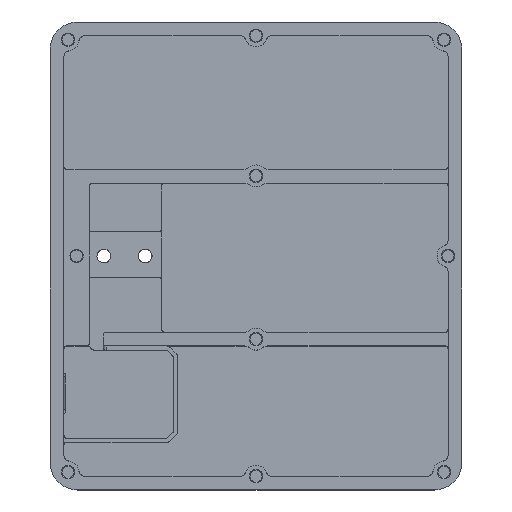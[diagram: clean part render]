
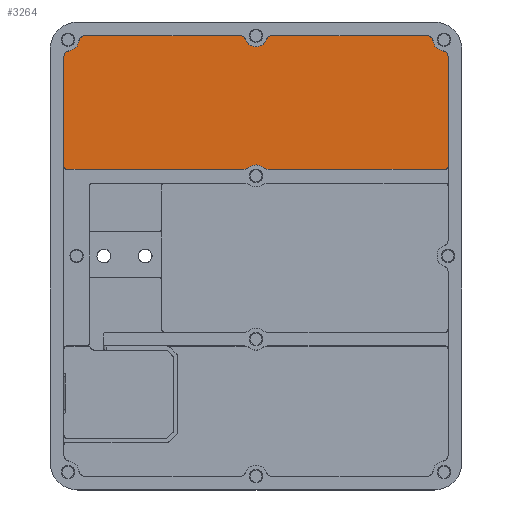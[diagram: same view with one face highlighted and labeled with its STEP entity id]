
A CAD part, top view. The second image highlights one B-rep face of the part: STEP entity #3264.
In plain terms, the highlighted planar face has unit normal (0, 0, 1).
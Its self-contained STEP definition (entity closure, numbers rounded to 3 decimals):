
#86=PLANE('',#3479);
#168=FACE_OUTER_BOUND('',#359,.T.);
#359=EDGE_LOOP('',(#2251,#2252,#2253,#2254,#2255,#2256,#2257,#2258,#2259,
#2260,#2261,#2262,#2263,#2264,#2265,#2266,#2267,#2268,#2269,#2270,#2271));
#590=LINE('',#5021,#880);
#595=LINE('',#5037,#885);
#596=LINE('',#5045,#886);
#597=LINE('',#5049,#887);
#598=LINE('',#5057,#888);
#599=LINE('',#5065,#889);
#600=LINE('',#5068,#890);
#880=VECTOR('',#3948,10.);
#885=VECTOR('',#3961,10.);
#886=VECTOR('',#3968,10.);
#887=VECTOR('',#3971,10.);
#888=VECTOR('',#3978,10.);
#889=VECTOR('',#3987,10.);
#890=VECTOR('',#3990,10.);
#1146=CIRCLE('',#3473,2.);
#1148=CIRCLE('',#3477,2.);
#1150=CIRCLE('',#3480,3.);
#1151=CIRCLE('',#3481,4.);
#1152=CIRCLE('',#3482,3.);
#1153=CIRCLE('',#3483,1.);
#1154=CIRCLE('',#3484,2.);
#1155=CIRCLE('',#3485,4.);
#1156=CIRCLE('',#3486,2.);
#1157=CIRCLE('',#3487,2.);
#1158=CIRCLE('',#3488,4.);
#1159=CIRCLE('',#3489,2.);
#1160=CIRCLE('',#3490,4.);
#1161=CIRCLE('',#3491,1.);
#1367=VERTEX_POINT('',#5011);
#1368=VERTEX_POINT('',#5012);
#1371=VERTEX_POINT('',#5020);
#1373=VERTEX_POINT('',#5026);
#1374=VERTEX_POINT('',#5027);
#1377=VERTEX_POINT('',#5035);
#1378=VERTEX_POINT('',#5036);
#1379=VERTEX_POINT('',#5038);
#1380=VERTEX_POINT('',#5040);
#1381=VERTEX_POINT('',#5042);
#1382=VERTEX_POINT('',#5044);
#1383=VERTEX_POINT('',#5046);
#1384=VERTEX_POINT('',#5048);
#1385=VERTEX_POINT('',#5050);
#1386=VERTEX_POINT('',#5052);
#1387=VERTEX_POINT('',#5054);
#1388=VERTEX_POINT('',#5056);
#1389=VERTEX_POINT('',#5058);
#1390=VERTEX_POINT('',#5060);
#1391=VERTEX_POINT('',#5064);
#1392=VERTEX_POINT('',#5066);
#1709=EDGE_CURVE('',#1367,#1368,#1146,.T.);
#1713=EDGE_CURVE('',#1371,#1367,#590,.T.);
#1716=EDGE_CURVE('',#1373,#1374,#1148,.T.);
#1720=EDGE_CURVE('',#1377,#1378,#595,.T.);
#1721=EDGE_CURVE('',#1378,#1379,#1150,.T.);
#1722=EDGE_CURVE('',#1379,#1380,#1151,.T.);
#1723=EDGE_CURVE('',#1380,#1381,#1152,.T.);
#1724=EDGE_CURVE('',#1381,#1382,#596,.T.);
#1725=EDGE_CURVE('',#1382,#1383,#1153,.T.);
#1726=EDGE_CURVE('',#1383,#1384,#597,.T.);
#1727=EDGE_CURVE('',#1384,#1385,#1154,.T.);
#1728=EDGE_CURVE('',#1385,#1386,#1155,.T.);
#1729=EDGE_CURVE('',#1386,#1387,#1156,.T.);
#1730=EDGE_CURVE('',#1387,#1388,#598,.T.);
#1731=EDGE_CURVE('',#1388,#1389,#1157,.T.);
#1732=EDGE_CURVE('',#1389,#1390,#1158,.T.);
#1733=EDGE_CURVE('',#1390,#1371,#1159,.T.);
#1734=EDGE_CURVE('',#1368,#1373,#1160,.T.);
#1735=EDGE_CURVE('',#1391,#1374,#599,.T.);
#1736=EDGE_CURVE('',#1391,#1392,#1161,.T.);
#1737=EDGE_CURVE('',#1392,#1377,#600,.T.);
#2251=ORIENTED_EDGE('',*,*,#1720,.T.);
#2252=ORIENTED_EDGE('',*,*,#1721,.T.);
#2253=ORIENTED_EDGE('',*,*,#1722,.T.);
#2254=ORIENTED_EDGE('',*,*,#1723,.T.);
#2255=ORIENTED_EDGE('',*,*,#1724,.T.);
#2256=ORIENTED_EDGE('',*,*,#1725,.T.);
#2257=ORIENTED_EDGE('',*,*,#1726,.T.);
#2258=ORIENTED_EDGE('',*,*,#1727,.T.);
#2259=ORIENTED_EDGE('',*,*,#1728,.T.);
#2260=ORIENTED_EDGE('',*,*,#1729,.T.);
#2261=ORIENTED_EDGE('',*,*,#1730,.T.);
#2262=ORIENTED_EDGE('',*,*,#1731,.T.);
#2263=ORIENTED_EDGE('',*,*,#1732,.T.);
#2264=ORIENTED_EDGE('',*,*,#1733,.T.);
#2265=ORIENTED_EDGE('',*,*,#1713,.T.);
#2266=ORIENTED_EDGE('',*,*,#1709,.T.);
#2267=ORIENTED_EDGE('',*,*,#1734,.T.);
#2268=ORIENTED_EDGE('',*,*,#1716,.T.);
#2269=ORIENTED_EDGE('',*,*,#1735,.F.);
#2270=ORIENTED_EDGE('',*,*,#1736,.T.);
#2271=ORIENTED_EDGE('',*,*,#1737,.T.);
#3264=ADVANCED_FACE('',(#168),#86,.T.);
#3473=AXIS2_PLACEMENT_3D('',#5013,#3940,#3941);
#3477=AXIS2_PLACEMENT_3D('',#5028,#3953,#3954);
#3479=AXIS2_PLACEMENT_3D('',#5034,#3959,#3960);
#3480=AXIS2_PLACEMENT_3D('',#5039,#3962,#3963);
#3481=AXIS2_PLACEMENT_3D('',#5041,#3964,#3965);
#3482=AXIS2_PLACEMENT_3D('',#5043,#3966,#3967);
#3483=AXIS2_PLACEMENT_3D('',#5047,#3969,#3970);
#3484=AXIS2_PLACEMENT_3D('',#5051,#3972,#3973);
#3485=AXIS2_PLACEMENT_3D('',#5053,#3974,#3975);
#3486=AXIS2_PLACEMENT_3D('',#5055,#3976,#3977);
#3487=AXIS2_PLACEMENT_3D('',#5059,#3979,#3980);
#3488=AXIS2_PLACEMENT_3D('',#5061,#3981,#3982);
#3489=AXIS2_PLACEMENT_3D('',#5062,#3983,#3984);
#3490=AXIS2_PLACEMENT_3D('',#5063,#3985,#3986);
#3491=AXIS2_PLACEMENT_3D('',#5067,#3988,#3989);
#3940=DIRECTION('center_axis',(0.,0.,1.));
#3941=DIRECTION('ref_axis',(-0.675,0.738,0.));
#3948=DIRECTION('',(-1.,0.,0.));
#3953=DIRECTION('center_axis',(0.,0.,1.));
#3954=DIRECTION('ref_axis',(-0.738,0.675,0.));
#3959=DIRECTION('center_axis',(0.,0.,1.));
#3960=DIRECTION('ref_axis',(1.,0.,0.));
#3961=DIRECTION('',(1.,0.,0.));
#3962=DIRECTION('center_axis',(0.,0.,1.));
#3963=DIRECTION('ref_axis',(0.341,-0.94,0.));
#3964=DIRECTION('center_axis',(0.,0.,-1.));
#3965=DIRECTION('ref_axis',(-1.,0.,0.));
#3966=DIRECTION('center_axis',(0.,0.,1.));
#3967=DIRECTION('ref_axis',(-0.341,-0.94,0.));
#3968=DIRECTION('',(1.,0.,0.));
#3969=DIRECTION('center_axis',(0.,0.,1.));
#3970=DIRECTION('ref_axis',(0.707,-0.707,0.));
#3971=DIRECTION('',(0.,1.,0.));
#3972=DIRECTION('center_axis',(0.,0.,1.));
#3973=DIRECTION('ref_axis',(0.738,0.675,0.));
#3974=DIRECTION('center_axis',(0.,0.,-1.));
#3975=DIRECTION('ref_axis',(-1.,0.,0.));
#3976=DIRECTION('center_axis',(0.,0.,1.));
#3977=DIRECTION('ref_axis',(0.675,0.738,0.));
#3978=DIRECTION('',(-1.,0.,0.));
#3979=DIRECTION('center_axis',(0.,0.,1.));
#3980=DIRECTION('ref_axis',(-0.577,0.816,0.));
#3981=DIRECTION('center_axis',(0.,0.,-1.));
#3982=DIRECTION('ref_axis',(-1.,0.,0.));
#3983=DIRECTION('center_axis',(0.,0.,1.));
#3984=DIRECTION('ref_axis',(0.577,0.816,0.));
#3985=DIRECTION('center_axis',(0.,0.,-1.));
#3986=DIRECTION('ref_axis',(-1.,0.,0.));
#3987=DIRECTION('',(0.,1.,0.));
#3988=DIRECTION('center_axis',(0.,0.,1.));
#3989=DIRECTION('ref_axis',(-0.707,-0.707,0.));
#3990=DIRECTION('',(1.,0.,0.));
#5011=CARTESIAN_POINT('',(-12.11,80.,0.));
#5012=CARTESIAN_POINT('',(-14.102,78.179,0.));
#5013=CARTESIAN_POINT('Origin',(-12.11,78.,0.));
#5020=CARTESIAN_POINT('',(44.568,80.,0.));
#5021=CARTESIAN_POINT('',(17.837,80.,0.));
#5026=CARTESIAN_POINT('',(-17.729,74.551,0.));
#5027=CARTESIAN_POINT('',(-19.551,72.559,0.));
#5028=CARTESIAN_POINT('Origin',(-17.551,72.559,0.));
#5034=CARTESIAN_POINT('Origin',(50.225,0.,0.));
#5035=CARTESIAN_POINT('',(14.948,31.475,0.));
#5036=CARTESIAN_POINT('',(45.74,31.475,0.));
#5037=CARTESIAN_POINT('',(19.986,31.475,0.));
#5038=CARTESIAN_POINT('',(47.662,32.171,0.));
#5039=CARTESIAN_POINT('Origin',(45.74,34.475,0.));
#5040=CARTESIAN_POINT('',(52.787,32.171,0.));
#5041=CARTESIAN_POINT('Origin',(50.225,29.1,0.));
#5042=CARTESIAN_POINT('',(54.709,31.475,0.));
#5043=CARTESIAN_POINT('Origin',(54.709,34.475,0.));
#5044=CARTESIAN_POINT('',(119.,31.475,0.));
#5045=CARTESIAN_POINT('',(19.986,31.475,0.));
#5046=CARTESIAN_POINT('',(120.,32.475,0.));
#5047=CARTESIAN_POINT('Origin',(119.,32.475,0.));
#5048=CARTESIAN_POINT('',(120.,72.559,0.));
#5049=CARTESIAN_POINT('',(120.,37.5,0.));
#5050=CARTESIAN_POINT('',(118.179,74.551,0.));
#5051=CARTESIAN_POINT('Origin',(118.,72.559,0.));
#5052=CARTESIAN_POINT('',(114.551,78.179,0.));
#5053=CARTESIAN_POINT('Origin',(118.536,78.536,0.));
#5054=CARTESIAN_POINT('',(112.559,80.,0.));
#5055=CARTESIAN_POINT('Origin',(112.559,78.,0.));
#5056=CARTESIAN_POINT('',(55.881,80.,0.));
#5057=CARTESIAN_POINT('',(17.837,80.,0.));
#5058=CARTESIAN_POINT('',(53.996,78.667,0.));
#5059=CARTESIAN_POINT('Origin',(55.881,78.,0.));
#5060=CARTESIAN_POINT('',(46.453,78.667,0.));
#5061=CARTESIAN_POINT('Origin',(50.225,80.,0.));
#5062=CARTESIAN_POINT('Origin',(44.568,78.,0.));
#5063=CARTESIAN_POINT('Origin',(-18.086,78.536,0.));
#5064=CARTESIAN_POINT('',(-19.551,32.474,0.));
#5065=CARTESIAN_POINT('',(-19.551,-36.786,0.));
#5066=CARTESIAN_POINT('',(-18.551,31.474,0.));
#5067=CARTESIAN_POINT('Origin',(-18.551,32.474,0.));
#5068=CARTESIAN_POINT('',(32.586,31.474,0.));
